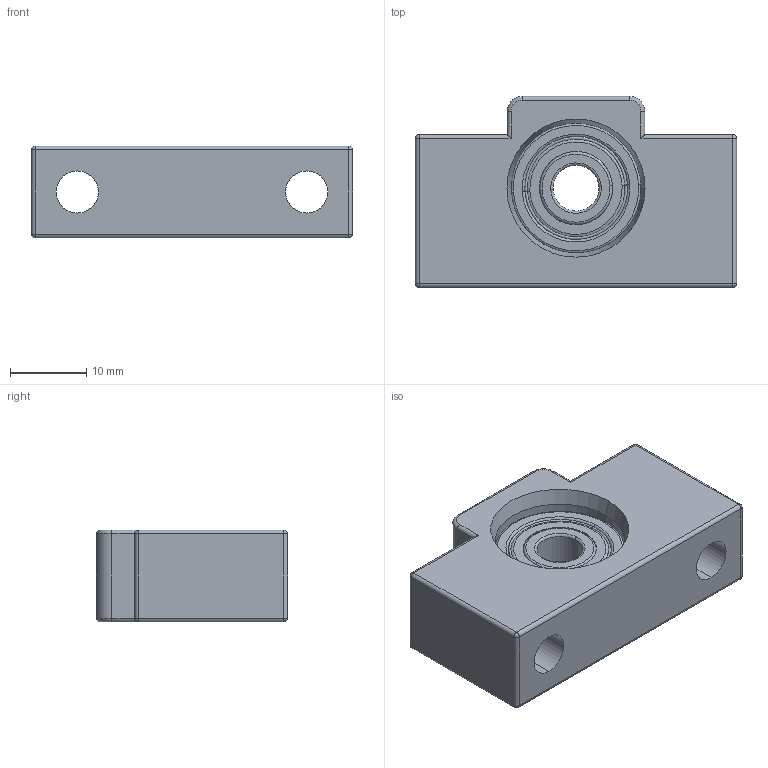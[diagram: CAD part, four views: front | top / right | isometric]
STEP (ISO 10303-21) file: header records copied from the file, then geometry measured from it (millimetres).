
FILE_DESCRIPTION (( 'STEP AP214' ), '1' );
FILE_NAME ('EF06疒玉.STEP', '2018-12-10T05:04:20', ( 'Windows 荤侩磊' ), ( '' ), 'SwSTEP 2.0', 'SolidWorks 2013', '' );
FILE_SCHEMA (( 'AUTOMOTIVE_DESIGN' ));
Length unit declared in the file: millimetre
Products named in the file (3): 606ZZ軸承; EF06_體(成_) ; EF06疒玉
Assembly tree (2 placements, depth 2):
  EF06疒玉
    EF06_體(成_) 
    606ZZ軸承
Bounding box: 42 x 25 x 12 mm (x, y, z)
Volume: 7294 mm3; surface area: 6190.6 mm2
Topology: 17 solids, 17 shells, 162 faces, 376 edges, 218 vertices
Faces by surface type: cylinder 52, torus 46, sphere 32, plane 20, cone 12
Entity records: 4381 total; most frequent: DIRECTION 854, CARTESIAN_POINT 669, ORIENTED_EDGE 616, AXIS2_PLACEMENT_3D 383, EDGE_CURVE 308, CIRCLE 216, VERTEX_POINT 182, EDGE_LOOP 178
